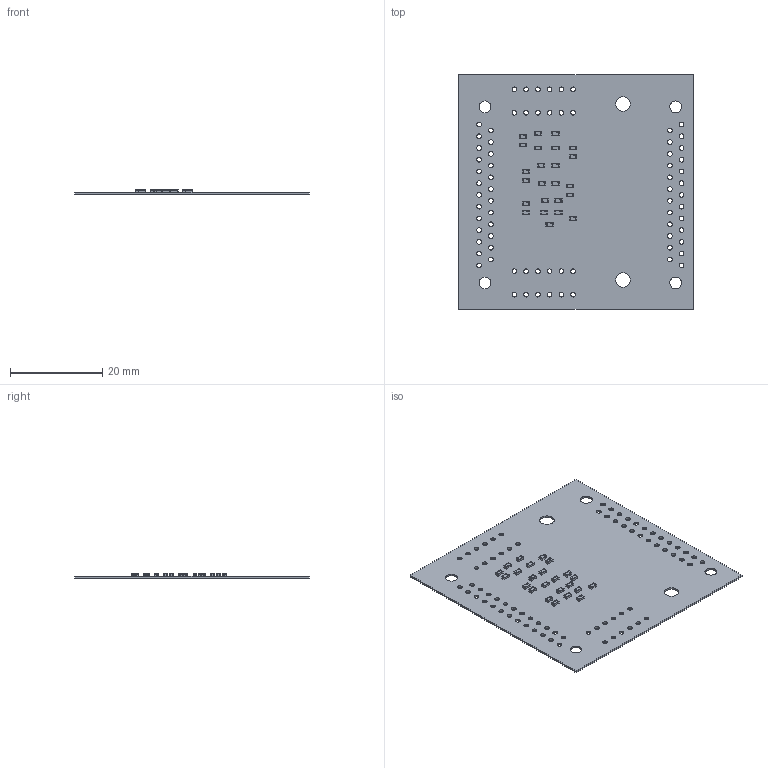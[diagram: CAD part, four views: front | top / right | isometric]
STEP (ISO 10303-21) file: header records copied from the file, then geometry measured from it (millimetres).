
FILE_DESCRIPTION(('Open CASCADE Model'),'2;1');
FILE_NAME('Open CASCADE Shape Model','2024-06-23T15:19:45',('Author'),( 'Open CASCADE'),'Open CASCADE STEP processor 7.5','Open CASCADE 7.5' ,'Unknown');
FILE_SCHEMA(('AUTOMOTIVE_DESIGN { 1 0 10303 214 1 1 1 1 }'));
Length unit declared in the file: millimetre
Products named in the file (37): PCB; Board; Open CASCADE STEP translator 7.5 1.1.1; R24; Res_Yageo_RC0603FR-07100KL_eec; 1; 2; 3; Yageo Logo; R23; R22; R21; R20; Res_Yageo_RC0603FR-073K3L_eec; R19; R18; R17; R16; R15; R14; R13; R12; R11; R10; R9; R8; R7; R6; R5; R4; R3; R2; R1
Assembly tree (58 placements, depth 4):
  PCB
    Board
      Open CASCADE STEP translator 7.5 1.1.1
    R24
      Res_Yageo_RC0603FR-07100KL_eec
        1
        2
        3
        Yageo Logo
    R23
      Res_Yageo_RC0603FR-07100KL_eec
        1
        2
        3
        Yageo Logo
    R22
      Res_Yageo_RC0603FR-07100KL_eec
        1
        2
        3
        Yageo Logo
    R21
      Res_Yageo_RC0603FR-07100KL_eec
        1
        2
        3
        Yageo Logo
    R20
      Res_Yageo_RC0603FR-073K3L_eec
        1
        2
        3
        Yageo Logo
    R19
      Res_Yageo_RC0603FR-073K3L_eec
        1
        2
        3
        Yageo Logo
    R18
      Res_Yageo_RC0603FR-07100KL_eec
        1
        2
        3
        Yageo Logo
    R17
      Res_Yageo_RC0603FR-07100KL_eec
        1
        2
        3
        Yageo Logo
    R16
      Res_Yageo_RC0603FR-07100KL_eec
        1
        2
        3
        Yageo Logo
    R15
      Res_Yageo_RC0603FR-07100KL_eec
        1
Bounding box: 50.8 x 50.8 x 0.96 mm (x, y, z)
Volume: 1038.1 mm3; surface area: 5404.3 mm2
Topology: 217 solids, 217 shells, 2822 faces, 7164 edges, 4776 vertices
Faces by surface type: plane 2190, cylinder 440, bspline 192
Full cylindrical faces by diameter (mm): 1 x24, 1.02 x50, 2.57 x4, 3.174 x2
Entity records: 11091 total; most frequent: CARTESIAN_POINT 1961, DIRECTION 1730, ORIENTED_EDGE 1656, EDGE_CURVE 828, AXIS2_PLACEMENT_3D 577, LINE 576, VECTOR 576, VERTEX_POINT 552
